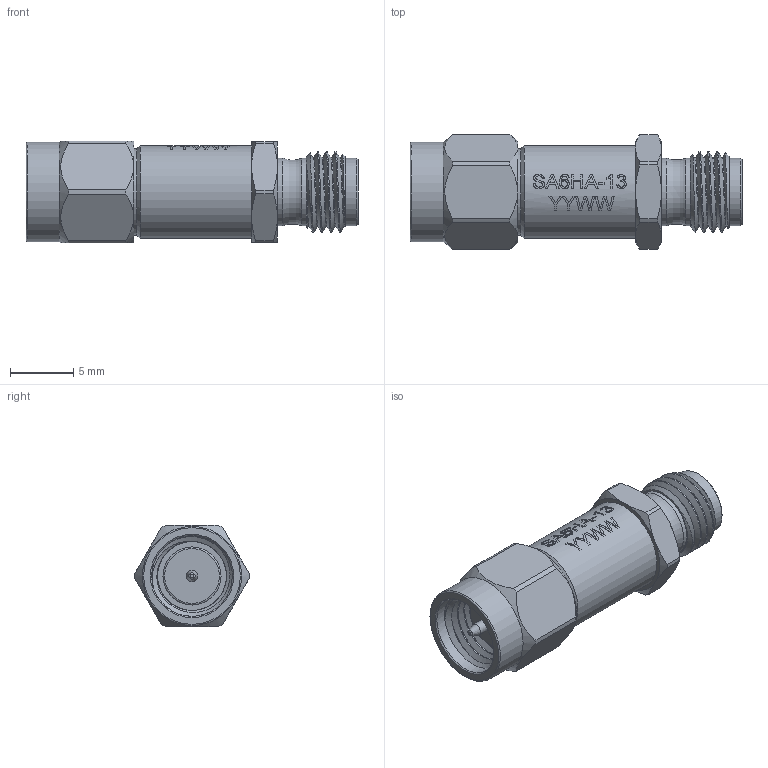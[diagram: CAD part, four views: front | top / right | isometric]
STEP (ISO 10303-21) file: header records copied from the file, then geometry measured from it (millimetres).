
FILE_DESCRIPTION (( 'STEP AP203' ), '1' );
FILE_NAME ('SA6HA-13_3D.step', '2025-07-01T22:42:32', ( '' ), ( '' ), 'SwSTEP 2.0', 'SolidWorks 2022', '' );
FILE_SCHEMA (( 'CONFIG_CONTROL_DESIGN' ));
Length unit declared in the file: inch
Products named in the file (1): SA6HA-13_3D
Bounding box: 26.16 x 9.02 x 8 mm (x, y, z)
Volume: 961.7 mm3; surface area: 972.5 mm2
Topology: 1 solids, 1 shells, 268 faces, 689 edges, 450 vertices
Faces by surface type: bspline 111, plane 79, cylinder 43, cone 31, torus 4
Full cylindrical faces by diameter (mm): 0.762 x1, 0.94 x1, 1.016 x2, 4.521 x1, 4.572 x1, 5.334 x3, 6.35 x1, 6.623 x1, 6.796 x1, 7.304 x1, 7.812 x1
Entity records: 13667 total; most frequent: CARTESIAN_POINT 8323, ORIENTED_EDGE 1298, DIRECTION 669, EDGE_CURVE 649, VERTEX_POINT 438, B_SPLINE_CURVE_WITH_KNOTS 402, EDGE_LOOP 321, FACE_OUTER_BOUND 285
